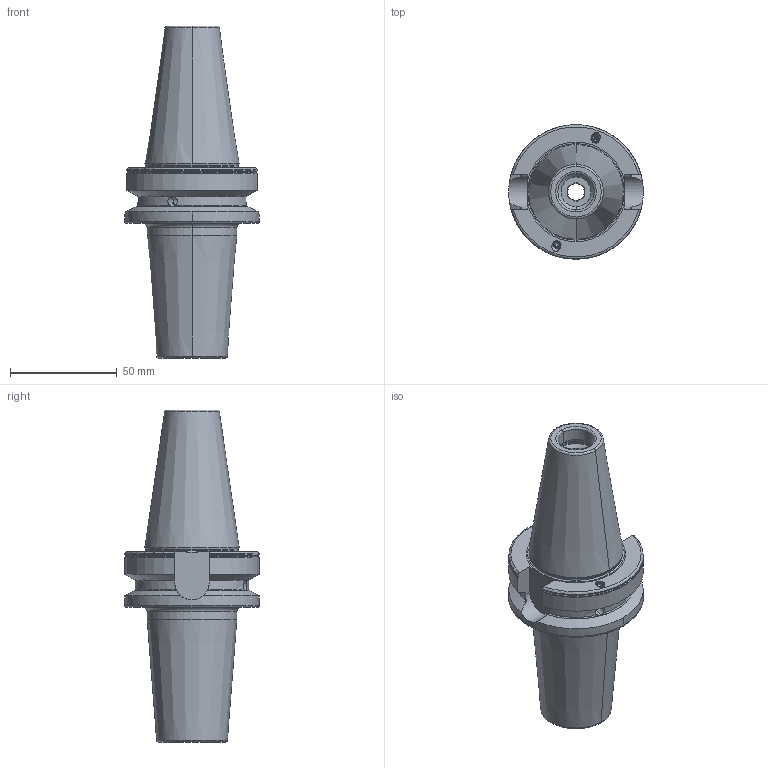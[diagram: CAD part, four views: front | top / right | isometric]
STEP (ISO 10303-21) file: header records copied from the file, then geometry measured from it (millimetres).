
FILE_DESCRIPTION((''),'2;1');
FILE_NAME('DC_406_70_20','2020-08-31T',('104091'),(''),'CREO PARAMETRIC BY PTC INC, 2016260','CREO PARAMETRIC BY PTC INC, 2016260','');
FILE_SCHEMA(('CONFIG_CONTROL_DESIGN'));
Length unit declared in the file: millimetre
Products named in the file (1): DC_406_70_20
Bounding box: 63 x 63 x 155.4 mm (x, y, z)
Volume: 174788.4 mm3; surface area: 33915 mm2
Topology: 1 solids, 1 shells, 185 faces, 445 edges, 268 vertices
Faces by surface type: cylinder 56, plane 49, cone 48, torus 32
Entity records: 5885 total; most frequent: CARTESIAN_POINT 1568, DIRECTION 923, ORIENTED_EDGE 880, EDGE_CURVE 440, AXIS2_PLACEMENT_3D 370, VERTEX_POINT 266, EDGE_LOOP 196, FACE_OUTER_BOUND 185
